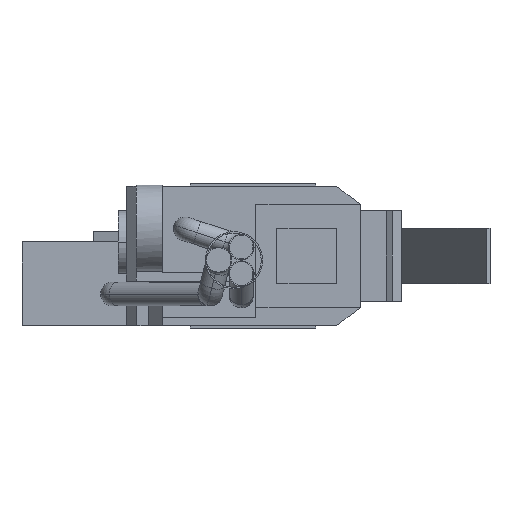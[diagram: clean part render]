
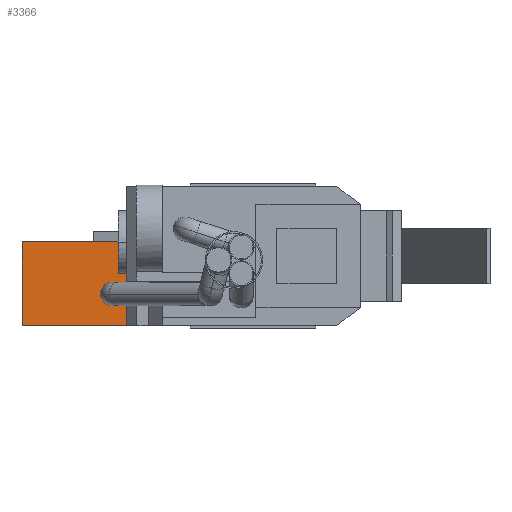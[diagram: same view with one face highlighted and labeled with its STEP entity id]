
A CAD part, left-side view. The second image highlights one B-rep face of the part: STEP entity #3366.
In plain terms, the highlighted planar face has unit normal (-1, 0, 0).
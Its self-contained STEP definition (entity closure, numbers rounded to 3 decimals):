
#419=DIRECTION('',(0.,0.,-1.));
#420=VECTOR('',#419,6.02);
#421=CARTESIAN_POINT('',(53.38,26.108,6.2));
#422=LINE('',#421,#420);
#656=DIRECTION('',(0.,1.,0.));
#657=VECTOR('',#656,7.5);
#658=CARTESIAN_POINT('',(53.38,26.108,0.18));
#659=LINE('',#658,#657);
#660=DIRECTION('',(0.,-1.,0.));
#661=VECTOR('',#660,7.5);
#662=CARTESIAN_POINT('',(53.38,33.608,6.2));
#663=LINE('',#662,#661);
#664=CARTESIAN_POINT('',(53.38,27.108,2.45));
#665=DIRECTION('',(-1.,0.,0.));
#666=DIRECTION('',(0.,1.,0.));
#667=AXIS2_PLACEMENT_3D('',#664,#665,#666);
#669=CARTESIAN_POINT('',(53.38,27.108,2.45));
#670=DIRECTION('',(-1.,0.,0.));
#671=DIRECTION('',(0.,-1.,0.));
#672=AXIS2_PLACEMENT_3D('',#669,#670,#671);
#696=DIRECTION('',(0.,0.,1.));
#697=VECTOR('',#696,6.02);
#698=CARTESIAN_POINT('',(53.38,33.608,0.18));
#699=LINE('',#698,#697);
#1878=CARTESIAN_POINT('',(53.38,33.608,6.2));
#1879=VERTEX_POINT('',#1878);
#1880=CARTESIAN_POINT('',(53.38,26.108,6.2));
#1881=VERTEX_POINT('',#1880);
#2021=CARTESIAN_POINT('',(53.38,33.608,0.18));
#2023=VERTEX_POINT('',#2021);
#2025=CARTESIAN_POINT('',(53.38,26.108,0.18));
#2027=VERTEX_POINT('',#2025);
#2242=CARTESIAN_POINT('',(53.38,27.958,2.45));
#2243=CARTESIAN_POINT('',(53.38,26.258,2.45));
#2244=VERTEX_POINT('',#2242);
#2245=VERTEX_POINT('',#2243);
#3348=CARTESIAN_POINT('',(53.38,33.608,6.2));
#3349=DIRECTION('',(1.,0.,0.));
#3350=DIRECTION('',(0.,0.,-1.));
#3351=AXIS2_PLACEMENT_3D('',#3348,#3349,#3350);
#3352=PLANE('',#3351);
#3353=ORIENTED_EDGE('',*,*,#3064,.T.);
#3355=ORIENTED_EDGE('',*,*,#3354,.T.);
#3356=ORIENTED_EDGE('',*,*,#3341,.T.);
#3357=ORIENTED_EDGE('',*,*,#2958,.T.);
#3358=EDGE_LOOP('',(#3353,#3355,#3356,#3357));
#3359=FACE_OUTER_BOUND('',#3358,.F.);
#3361=ORIENTED_EDGE('',*,*,#3360,.T.);
#3363=ORIENTED_EDGE('',*,*,#3362,.T.);
#3364=EDGE_LOOP('',(#3361,#3363));
#3365=FACE_BOUND('',#3364,.F.);
#3366=ADVANCED_FACE('',(#3359,#3365),#3352,.F.);
#668=CIRCLE('',#667,0.85);
#673=CIRCLE('',#672,0.85);
#2958=EDGE_CURVE('',#1881,#2027,#422,.T.);
#3064=EDGE_CURVE('',#2027,#2023,#659,.T.);
#3341=EDGE_CURVE('',#1879,#1881,#663,.T.);
#3354=EDGE_CURVE('',#2023,#1879,#699,.T.);
#3360=EDGE_CURVE('',#2244,#2245,#668,.T.);
#3362=EDGE_CURVE('',#2245,#2244,#673,.T.);
